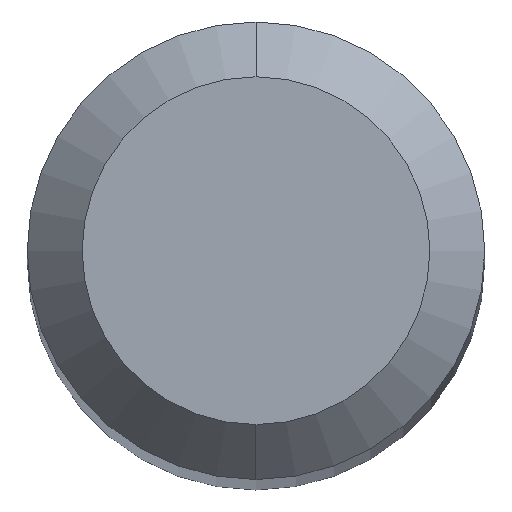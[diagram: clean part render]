
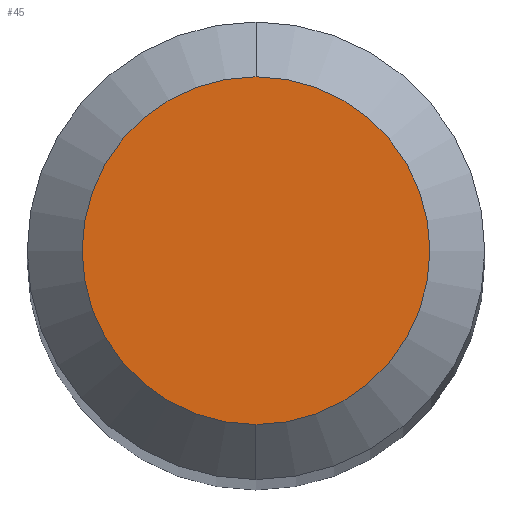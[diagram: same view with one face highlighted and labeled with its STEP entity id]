
A CAD part, top view. The second image highlights one B-rep face of the part: STEP entity #45.
In plain terms, the highlighted planar face has unit normal (0, 0, 1).
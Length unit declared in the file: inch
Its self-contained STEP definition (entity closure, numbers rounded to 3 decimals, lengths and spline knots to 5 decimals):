
#34 = FACE_OUTER_BOUND ( 'NONE', #434, .T. ) ;
#38 = DIRECTION ( 'NONE',  ( 0., 1., 0. ) ) ;
#44 = DIRECTION ( 'NONE',  ( 0., -1., 0. ) ) ;
#45 = ADVANCED_FACE ( 'NONE', ( #34 ), #477, .F. ) ;
#50 = DIRECTION ( 'NONE',  ( 0., 0., 1. ) ) ;
#71 = DIRECTION ( 'NONE',  ( 0., 0., 1. ) ) ;
#149 = CARTESIAN_POINT ( 'NONE',  ( 0., -0.0475, 0. ) ) ;
#217 = CIRCLE ( 'NONE', #474, 0.0475 ) ;
#220 = VERTEX_POINT ( 'NONE', #149 ) ;
#230 = AXIS2_PLACEMENT_3D ( 'NONE', #262, #254, #38 ) ;
#254 = DIRECTION ( 'NONE',  ( 0., 0., -1. ) ) ;
#262 = CARTESIAN_POINT ( 'NONE',  ( 0., 0.0475, 0. ) ) ;
#285 = CARTESIAN_POINT ( 'NONE',  ( 0., 0., 0. ) ) ;
#318 = DIRECTION ( 'NONE',  ( 0., -1., 0. ) ) ;
#364 = CARTESIAN_POINT ( 'NONE',  ( 0., 0., 0. ) ) ;
#369 = EDGE_CURVE ( 'NONE', #220, #495, #217, .T. ) ;
#384 = CIRCLE ( 'NONE', #451, 0.0475 ) ;
#396 = EDGE_CURVE ( 'NONE', #495, #220, #384, .T. ) ;
#431 = ORIENTED_EDGE ( 'NONE', *, *, #369, .T. ) ;
#434 = EDGE_LOOP ( 'NONE', ( #512, #431 ) ) ;
#451 = AXIS2_PLACEMENT_3D ( 'NONE', #364, #71, #44 ) ;
#474 = AXIS2_PLACEMENT_3D ( 'NONE', #285, #50, #318 ) ;
#477 = PLANE ( 'NONE',  #230 ) ;
#495 = VERTEX_POINT ( 'NONE', #500 ) ;
#500 = CARTESIAN_POINT ( 'NONE',  ( 0., 0.0475, 0. ) ) ;
#512 = ORIENTED_EDGE ( 'NONE', *, *, #396, .T. ) ;
